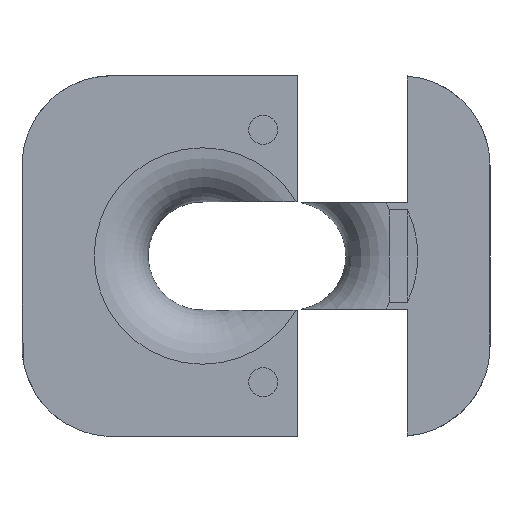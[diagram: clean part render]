
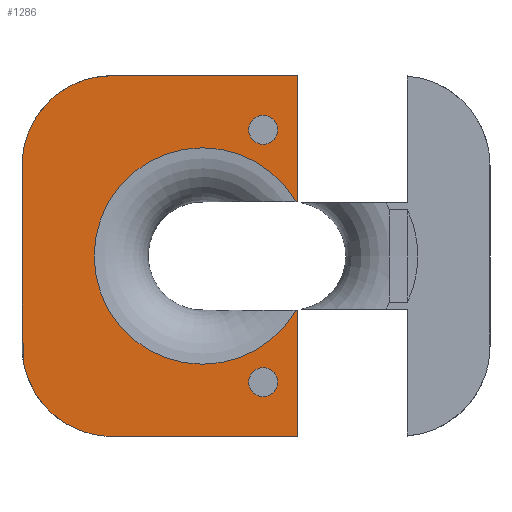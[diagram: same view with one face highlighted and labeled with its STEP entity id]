
A CAD part, front view. The second image highlights one B-rep face of the part: STEP entity #1286.
In plain terms, the highlighted planar face has unit normal (0, -1, 0).
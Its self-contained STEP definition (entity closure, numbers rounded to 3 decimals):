
#26=FACE_BOUND('',#345,.T.);
#27=FACE_BOUND('',#346,.T.);
#74=PLANE('',#1389);
#133=LINE('',#6656,#206);
#134=LINE('',#6660,#207);
#135=LINE('',#6661,#208);
#136=LINE('',#6662,#209);
#206=VECTOR('',#1576,10.);
#207=VECTOR('',#1579,10.);
#208=VECTOR('',#1580,10.);
#209=VECTOR('',#1581,10.);
#270=FACE_OUTER_BOUND('',#344,.T.);
#344=EDGE_LOOP('',(#1015,#1016,#1017,#1018,#1019,#1020,#1021));
#345=EDGE_LOOP('',(#1022));
#346=EDGE_LOOP('',(#1023));
#408=CIRCLE('',#1365,1.6);
#409=CIRCLE('',#1367,1.6);
#416=CIRCLE('',#1383,12.);
#467=B_SPLINE_CURVE_WITH_KNOTS('',3,(#6293,#6294,#6295,#6296,#6297,#6298,
#6299,#6300,#6301,#6302,#6303,#6304,#6305,#6306,#6307,#6308,#6309,#6310,
#6311,#6312,#6313,#6314,#6315,#6316,#6317,#6318,#6319,#6320,#6321,#6322,
#6323,#6324,#6325,#6326,#6327,#6328,#6329,#6330,#6331,#6332),
 .UNSPECIFIED.,.F.,.F.,(4,3,3,3,3,3,3,3,3,3,3,3,3,4),(-0.505,
-0.5,-0.4,-0.369,-0.338,-0.317,
-0.288,-0.25,-0.15,-0.119,-0.088,
-0.067,-0.038,0.),.UNSPECIFIED.);
#478=B_SPLINE_CURVE_WITH_KNOTS('',3,(#6663,#6664,#6665,#6666,#6667,#6668,
#6669),.UNSPECIFIED.,.F.,.F.,(4,3,4),(-1.,-0.9,-0.895),
 .UNSPECIFIED.);
#555=VERTEX_POINT('',#6284);
#556=VERTEX_POINT('',#6291);
#585=VERTEX_POINT('',#6528);
#586=VERTEX_POINT('',#6532);
#597=VERTEX_POINT('',#6602);
#598=VERTEX_POINT('',#6623);
#601=VERTEX_POINT('',#6654);
#602=VERTEX_POINT('',#6658);
#603=VERTEX_POINT('',#6659);
#699=EDGE_CURVE('',#555,#556,#467,.T.);
#734=EDGE_CURVE('',#585,#585,#408,.T.);
#736=EDGE_CURVE('',#586,#586,#409,.T.);
#757=EDGE_CURVE('',#597,#598,#416,.T.);
#764=EDGE_CURVE('',#597,#601,#133,.T.);
#765=EDGE_CURVE('',#602,#603,#134,.T.);
#766=EDGE_CURVE('',#602,#598,#135,.T.);
#767=EDGE_CURVE('',#555,#601,#136,.T.);
#768=EDGE_CURVE('',#556,#603,#478,.T.);
#1015=ORIENTED_EDGE('',*,*,#765,.F.);
#1016=ORIENTED_EDGE('',*,*,#766,.T.);
#1017=ORIENTED_EDGE('',*,*,#757,.F.);
#1018=ORIENTED_EDGE('',*,*,#764,.T.);
#1019=ORIENTED_EDGE('',*,*,#767,.F.);
#1020=ORIENTED_EDGE('',*,*,#699,.T.);
#1021=ORIENTED_EDGE('',*,*,#768,.T.);
#1022=ORIENTED_EDGE('',*,*,#734,.T.);
#1023=ORIENTED_EDGE('',*,*,#736,.T.);
#1286=ADVANCED_FACE('',(#270,#26,#27),#74,.F.);
#1365=AXIS2_PLACEMENT_3D('',#6529,#1513,#1514);
#1367=AXIS2_PLACEMENT_3D('',#6533,#1518,#1519);
#1383=AXIS2_PLACEMENT_3D('',#6624,#1561,#1562);
#1389=AXIS2_PLACEMENT_3D('',#6657,#1577,#1578);
#1513=DIRECTION('center_axis',(0.,1.,0.));
#1514=DIRECTION('ref_axis',(1.,0.,0.));
#1518=DIRECTION('center_axis',(0.,1.,0.));
#1519=DIRECTION('ref_axis',(1.,0.,0.));
#1561=DIRECTION('center_axis',(0.,-1.,0.));
#1562=DIRECTION('ref_axis',(-1.,0.,0.));
#1576=DIRECTION('',(1.,0.,0.));
#1577=DIRECTION('center_axis',(0.,1.,0.));
#1578=DIRECTION('ref_axis',(0.,0.,1.));
#1579=DIRECTION('',(0.,0.,-1.));
#1580=DIRECTION('',(-1.,0.,0.));
#1581=DIRECTION('',(0.,0.,-1.));
#6284=CARTESIAN_POINT('',(10.548,-2.,19.985));
#6291=CARTESIAN_POINT('',(-10.,-2.,-20.));
#6293=CARTESIAN_POINT('Ctrl Pts',(10.548,-2.,19.985));
#6294=CARTESIAN_POINT('Ctrl Pts',(10.366,-2.,19.995));
#6295=CARTESIAN_POINT('Ctrl Pts',(10.183,-2.,20.));
#6296=CARTESIAN_POINT('Ctrl Pts',(10.,-2.,20.));
#6297=CARTESIAN_POINT('Ctrl Pts',(6.498,-2.,20.));
#6298=CARTESIAN_POINT('Ctrl Pts',(-6.498,-2.,20.));
#6299=CARTESIAN_POINT('Ctrl Pts',(-10.,-2.,20.));
#6300=CARTESIAN_POINT('Ctrl Pts',(-11.064,-2.,20.));
#6301=CARTESIAN_POINT('Ctrl Pts',(-12.129,-2.,19.829));
#6302=CARTESIAN_POINT('Ctrl Pts',(-13.139,-2.,19.495));
#6303=CARTESIAN_POINT('Ctrl Pts',(-14.175,-2.,19.152));
#6304=CARTESIAN_POINT('Ctrl Pts',(-15.154,-2.,18.639));
#6305=CARTESIAN_POINT('Ctrl Pts',(-16.024,-2.,17.982));
#6306=CARTESIAN_POINT('Ctrl Pts',(-16.616,-2.,17.535));
#6307=CARTESIAN_POINT('Ctrl Pts',(-17.159,-2.,17.022));
#6308=CARTESIAN_POINT('Ctrl Pts',(-17.638,-2.,16.455));
#6309=CARTESIAN_POINT('Ctrl Pts',(-18.282,-2.,15.693));
#6310=CARTESIAN_POINT('Ctrl Pts',(-18.811,-2.,14.834));
#6311=CARTESIAN_POINT('Ctrl Pts',(-19.201,-2.,13.916));
#6312=CARTESIAN_POINT('Ctrl Pts',(-19.727,-2.,12.682));
#6313=CARTESIAN_POINT('Ctrl Pts',(-20.,-2.,11.341));
#6314=CARTESIAN_POINT('Ctrl Pts',(-20.,-2.,10.));
#6315=CARTESIAN_POINT('Ctrl Pts',(-20.,-2.,6.498));
#6316=CARTESIAN_POINT('Ctrl Pts',(-20.,-2.,-6.498));
#6317=CARTESIAN_POINT('Ctrl Pts',(-20.,-2.,-10.));
#6318=CARTESIAN_POINT('Ctrl Pts',(-20.,-2.,-11.064));
#6319=CARTESIAN_POINT('Ctrl Pts',(-19.829,-2.,-12.129));
#6320=CARTESIAN_POINT('Ctrl Pts',(-19.495,-2.,-13.139));
#6321=CARTESIAN_POINT('Ctrl Pts',(-19.152,-2.,-14.175));
#6322=CARTESIAN_POINT('Ctrl Pts',(-18.639,-2.,-15.154));
#6323=CARTESIAN_POINT('Ctrl Pts',(-17.982,-2.,-16.024));
#6324=CARTESIAN_POINT('Ctrl Pts',(-17.535,-2.,-16.616));
#6325=CARTESIAN_POINT('Ctrl Pts',(-17.022,-2.,-17.159));
#6326=CARTESIAN_POINT('Ctrl Pts',(-16.455,-2.,-17.638));
#6327=CARTESIAN_POINT('Ctrl Pts',(-15.693,-2.,-18.282));
#6328=CARTESIAN_POINT('Ctrl Pts',(-14.834,-2.,-18.811));
#6329=CARTESIAN_POINT('Ctrl Pts',(-13.916,-2.,-19.201));
#6330=CARTESIAN_POINT('Ctrl Pts',(-12.682,-2.,-19.727));
#6331=CARTESIAN_POINT('Ctrl Pts',(-11.341,-2.,-20.));
#6332=CARTESIAN_POINT('Ctrl Pts',(-10.,-2.,-20.));
#6528=CARTESIAN_POINT('',(5.148,-2.,-13.996));
#6529=CARTESIAN_POINT('Origin',(6.748,-2.,-13.996));
#6532=CARTESIAN_POINT('',(5.148,-2.,13.996));
#6533=CARTESIAN_POINT('Origin',(6.748,-2.,13.996));
#6602=CARTESIAN_POINT('',(10.395,-2.,5.996));
#6623=CARTESIAN_POINT('',(10.395,-2.,-5.996));
#6624=CARTESIAN_POINT('Origin',(0.,-2.,0.));
#6654=CARTESIAN_POINT('',(10.548,-2.,5.996));
#6656=CARTESIAN_POINT('',(-0.563,-2.,5.996));
#6657=CARTESIAN_POINT('Origin',(-0.909,-2.,-1.818));
#6658=CARTESIAN_POINT('',(10.548,-2.,-5.996));
#6659=CARTESIAN_POINT('',(10.548,-2.,-19.985));
#6660=CARTESIAN_POINT('',(10.548,-2.,-0.909));
#6661=CARTESIAN_POINT('',(4.92,-2.,-5.996));
#6662=CARTESIAN_POINT('',(10.548,-2.,-0.909));
#6663=CARTESIAN_POINT('Ctrl Pts',(-10.,-2.,-20.));
#6664=CARTESIAN_POINT('Ctrl Pts',(-6.498,-2.,-20.));
#6665=CARTESIAN_POINT('Ctrl Pts',(6.498,-2.,-20.));
#6666=CARTESIAN_POINT('Ctrl Pts',(10.,-2.,-20.));
#6667=CARTESIAN_POINT('Ctrl Pts',(10.183,-2.,-20.));
#6668=CARTESIAN_POINT('Ctrl Pts',(10.366,-2.,-19.995));
#6669=CARTESIAN_POINT('Ctrl Pts',(10.548,-2.,-19.985));
